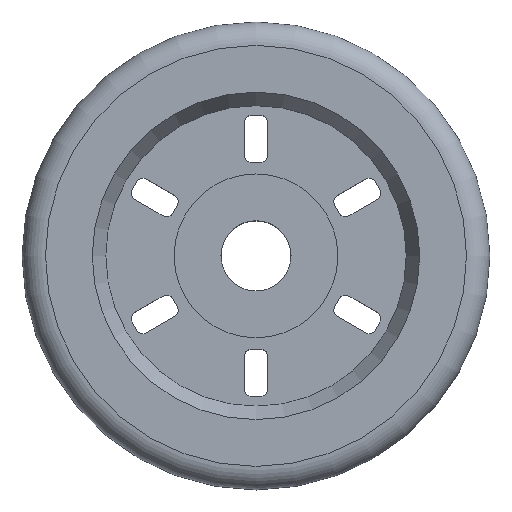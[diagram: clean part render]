
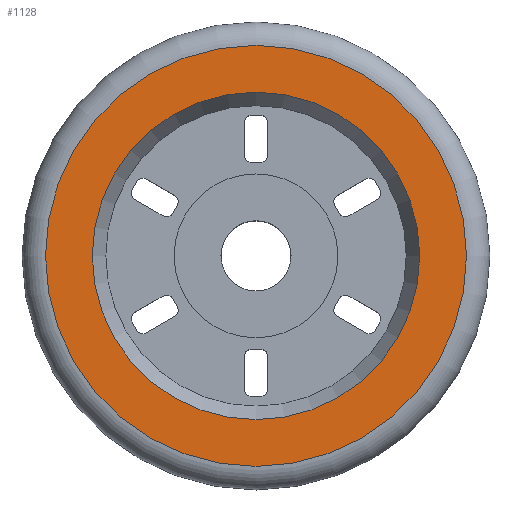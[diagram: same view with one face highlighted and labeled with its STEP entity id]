
A CAD part, top view. The second image highlights one B-rep face of the part: STEP entity #1128.
In plain terms, the highlighted planar face has unit normal (0, 0, 1).
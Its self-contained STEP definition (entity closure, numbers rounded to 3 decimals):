
#24=FACE_BOUND('',#154,.T.);
#36=PLANE('',#1248);
#82=FACE_OUTER_BOUND('',#153,.T.);
#153=EDGE_LOOP('',(#855));
#154=EDGE_LOOP('',(#856));
#416=CIRCLE('',#1194,90.);
#430=CIRCLE('',#1215,70.);
#479=VERTEX_POINT('',#1679);
#500=VERTEX_POINT('',#1731);
#591=EDGE_CURVE('',#479,#479,#416,.T.);
#615=EDGE_CURVE('',#500,#500,#430,.T.);
#855=ORIENTED_EDGE('',*,*,#591,.F.);
#856=ORIENTED_EDGE('',*,*,#615,.T.);
#1128=ADVANCED_FACE('',(#82,#24),#36,.F.);
#1194=AXIS2_PLACEMENT_3D('',#1681,#1328,#1329);
#1215=AXIS2_PLACEMENT_3D('',#1733,#1380,#1381);
#1248=AXIS2_PLACEMENT_3D('',#1839,#1473,#1474);
#1328=DIRECTION('center_axis',(0.,0.,-1.));
#1329=DIRECTION('ref_axis',(-1.,0.,0.));
#1380=DIRECTION('center_axis',(0.,0.,-1.));
#1381=DIRECTION('ref_axis',(-1.,0.,0.));
#1473=DIRECTION('center_axis',(0.,0.,-1.));
#1474=DIRECTION('ref_axis',(-1.,0.,0.));
#1679=CARTESIAN_POINT('',(90.,0.,65.));
#1681=CARTESIAN_POINT('Origin',(0.,0.,65.));
#1731=CARTESIAN_POINT('',(-70.,0.,65.));
#1733=CARTESIAN_POINT('Origin',(0.,0.,65.));
#1839=CARTESIAN_POINT('Origin',(0.,0.,65.));
